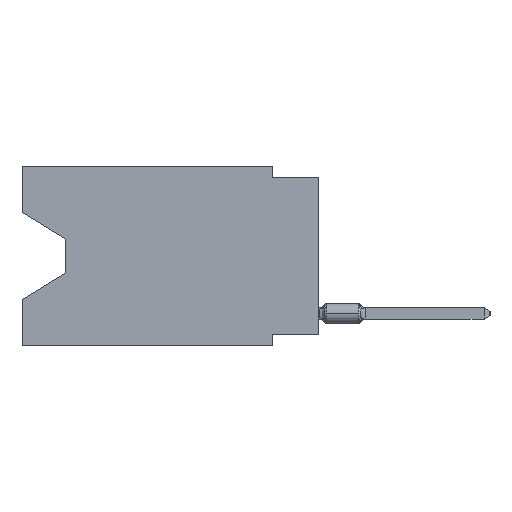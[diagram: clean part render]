
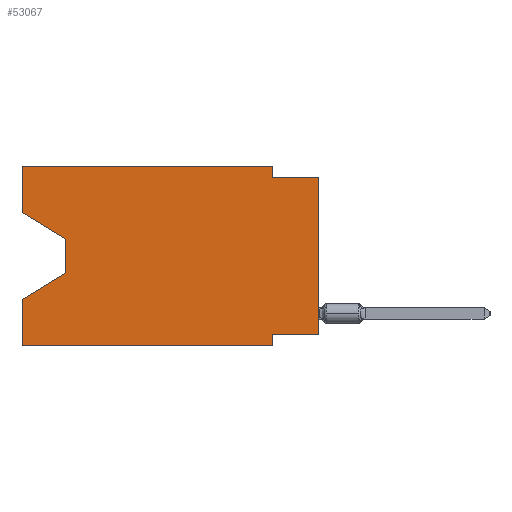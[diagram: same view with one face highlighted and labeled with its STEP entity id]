
A CAD part, left-side view. The second image highlights one B-rep face of the part: STEP entity #53067.
In plain terms, the highlighted planar face has unit normal (-1, 0, 0).
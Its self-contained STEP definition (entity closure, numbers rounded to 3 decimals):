
#1454 = VERTEX_POINT ( 'NONE', #53179 ) ;
#2181 = VECTOR ( 'NONE', #4423, 1000. ) ;
#2342 = VERTEX_POINT ( 'NONE', #67424 ) ;
#2880 = DIRECTION ( 'NONE',  ( 0., 0., 1. ) ) ;
#4423 = DIRECTION ( 'NONE',  ( 0., -1., 0. ) ) ;
#5436 = ORIENTED_EDGE ( 'NONE', *, *, #10574, .F. ) ;
#5535 = EDGE_CURVE ( 'NONE', #33438, #63183, #39669, .T. ) ;
#5910 = DIRECTION ( 'NONE',  ( 1., 0., 0. ) ) ;
#6605 = LINE ( 'NONE', #33936, #2181 ) ;
#7821 = DIRECTION ( 'NONE',  ( 0., -0.855, -0.519 ) ) ;
#7893 = VECTOR ( 'NONE', #41575, 1000. ) ;
#8006 = DIRECTION ( 'NONE',  ( 0., 1., 0. ) ) ;
#8630 = CARTESIAN_POINT ( 'NONE',  ( 0., 16.383, 0. ) ) ;
#10574 = EDGE_CURVE ( 'NONE', #28518, #1454, #25612, .T. ) ;
#11122 = VERTEX_POINT ( 'NONE', #13270 ) ;
#11609 = EDGE_CURVE ( 'NONE', #61260, #19173, #43852, .T. ) ;
#12503 = DIRECTION ( 'NONE',  ( 0., 0., -1. ) ) ;
#12784 = ORIENTED_EDGE ( 'NONE', *, *, #18307, .T. ) ;
#12887 = CARTESIAN_POINT ( 'NONE',  ( 0., 13.97, -4.013 ) ) ;
#13056 = EDGE_CURVE ( 'NONE', #28407, #40370, #6605, .T. ) ;
#13270 = CARTESIAN_POINT ( 'NONE',  ( 0., 16.383, 0. ) ) ;
#13735 = ORIENTED_EDGE ( 'NONE', *, *, #51608, .F. ) ;
#13847 = LINE ( 'NONE', #49131, #16223 ) ;
#15030 = ORIENTED_EDGE ( 'NONE', *, *, #42696, .T. ) ;
#15367 = CARTESIAN_POINT ( 'NONE',  ( 0., 2.54, -9.906 ) ) ;
#15743 = DIRECTION ( 'NONE',  ( 0., 0., -1. ) ) ;
#16223 = VECTOR ( 'NONE', #66004, 1000. ) ;
#17999 = ORIENTED_EDGE ( 'NONE', *, *, #63795, .F. ) ;
#18307 = EDGE_CURVE ( 'NONE', #19173, #55869, #55364, .T. ) ;
#18360 = CARTESIAN_POINT ( 'NONE',  ( 0., 13.97, -4.013 ) ) ;
#19173 = VERTEX_POINT ( 'NONE', #18360 ) ;
#19482 = CARTESIAN_POINT ( 'NONE',  ( 0., 0., -9.271 ) ) ;
#19645 = EDGE_CURVE ( 'NONE', #11122, #36026, #25920, .T. ) ;
#21372 = CARTESIAN_POINT ( 'NONE',  ( 0., 0., -0.635 ) ) ;
#21397 = VECTOR ( 'NONE', #26155, 1000. ) ;
#22472 = VECTOR ( 'NONE', #2880, 1000. ) ;
#23548 = LINE ( 'NONE', #24292, #7893 ) ;
#24292 = CARTESIAN_POINT ( 'NONE',  ( 0., 13.97, -5.893 ) ) ;
#25612 = LINE ( 'NONE', #19482, #54818 ) ;
#25920 = LINE ( 'NONE', #72713, #62837 ) ;
#26155 = DIRECTION ( 'NONE',  ( 0., 0., 1. ) ) ;
#26563 = EDGE_CURVE ( 'NONE', #55869, #2342, #23548, .T. ) ;
#26972 = CARTESIAN_POINT ( 'NONE',  ( 0., 16.383, 0. ) ) ;
#27416 = CARTESIAN_POINT ( 'NONE',  ( 0., 2.54, -0.635 ) ) ;
#27848 = ORIENTED_EDGE ( 'NONE', *, *, #11609, .T. ) ;
#28407 = VERTEX_POINT ( 'NONE', #36641 ) ;
#28518 = VERTEX_POINT ( 'NONE', #74148 ) ;
#31577 = CARTESIAN_POINT ( 'NONE',  ( 0., 16.383, -2.546 ) ) ;
#32112 = DIRECTION ( 'NONE',  ( 0., -1., 0. ) ) ;
#32728 = LINE ( 'NONE', #26972, #57804 ) ;
#33006 = LINE ( 'NONE', #15367, #66288 ) ;
#33438 = VERTEX_POINT ( 'NONE', #27416 ) ;
#33936 = CARTESIAN_POINT ( 'NONE',  ( 0., 16.383, -9.906 ) ) ;
#36026 = VERTEX_POINT ( 'NONE', #39169 ) ;
#36641 = CARTESIAN_POINT ( 'NONE',  ( 0., 16.383, -9.906 ) ) ;
#39169 = CARTESIAN_POINT ( 'NONE',  ( 0., 2.54, 0. ) ) ;
#39669 = LINE ( 'NONE', #60524, #48364 ) ;
#40370 = VERTEX_POINT ( 'NONE', #68200 ) ;
#41206 = DIRECTION ( 'NONE',  ( 0., 0., -1. ) ) ;
#41575 = DIRECTION ( 'NONE',  ( 0., 0.855, -0.519 ) ) ;
#42696 = EDGE_CURVE ( 'NONE', #28518, #63183, #44186, .T. ) ;
#43852 = LINE ( 'NONE', #31577, #57317 ) ;
#44186 = LINE ( 'NONE', #68314, #21397 ) ;
#46639 = CARTESIAN_POINT ( 'NONE',  ( 0., 16.383, -2.546 ) ) ;
#46745 = EDGE_LOOP ( 'NONE', ( #27848, #12784, #51174, #53453, #65484, #65233, #5436, #15030, #65404, #17999, #60163, #13735 ) ) ;
#48364 = VECTOR ( 'NONE', #32112, 1000. ) ;
#48812 = EDGE_CURVE ( 'NONE', #1454, #40370, #33006, .T. ) ;
#49131 = CARTESIAN_POINT ( 'NONE',  ( 0., 2.54, 0. ) ) ;
#49275 = VECTOR ( 'NONE', #12503, 1000. ) ;
#49435 = EDGE_CURVE ( 'NONE', #28407, #2342, #32728, .T. ) ;
#49665 = LINE ( 'NONE', #8630, #22472 ) ;
#51174 = ORIENTED_EDGE ( 'NONE', *, *, #26563, .T. ) ;
#51608 = EDGE_CURVE ( 'NONE', #61260, #11122, #49665, .T. ) ;
#53067 = ADVANCED_FACE ( 'NONE', ( #75300 ), #64569, .F. ) ;
#53179 = CARTESIAN_POINT ( 'NONE',  ( 0., 2.54, -9.271 ) ) ;
#53453 = ORIENTED_EDGE ( 'NONE', *, *, #49435, .F. ) ;
#54818 = VECTOR ( 'NONE', #8006, 1000. ) ;
#55364 = LINE ( 'NONE', #12887, #49275 ) ;
#55869 = VERTEX_POINT ( 'NONE', #73926 ) ;
#57317 = VECTOR ( 'NONE', #7821, 1000. ) ;
#57804 = VECTOR ( 'NONE', #72640, 1000. ) ;
#60163 = ORIENTED_EDGE ( 'NONE', *, *, #19645, .F. ) ;
#60524 = CARTESIAN_POINT ( 'NONE',  ( 0., 0., -0.635 ) ) ;
#61260 = VERTEX_POINT ( 'NONE', #46639 ) ;
#62837 = VECTOR ( 'NONE', #68086, 1000. ) ;
#63183 = VERTEX_POINT ( 'NONE', #21372 ) ;
#63795 = EDGE_CURVE ( 'NONE', #36026, #33438, #13847, .T. ) ;
#64569 = PLANE ( 'NONE',  #75312 ) ;
#65233 = ORIENTED_EDGE ( 'NONE', *, *, #48812, .F. ) ;
#65404 = ORIENTED_EDGE ( 'NONE', *, *, #5535, .F. ) ;
#65484 = ORIENTED_EDGE ( 'NONE', *, *, #13056, .T. ) ;
#66004 = DIRECTION ( 'NONE',  ( 0., 0., -1. ) ) ;
#66288 = VECTOR ( 'NONE', #15743, 1000. ) ;
#67424 = CARTESIAN_POINT ( 'NONE',  ( 0., 16.383, -7.36 ) ) ;
#68086 = DIRECTION ( 'NONE',  ( 0., -1., 0. ) ) ;
#68200 = CARTESIAN_POINT ( 'NONE',  ( 0., 2.54, -9.906 ) ) ;
#68314 = CARTESIAN_POINT ( 'NONE',  ( 0., 0., 0. ) ) ;
#71070 = CARTESIAN_POINT ( 'NONE',  ( 0., 16.383, 0. ) ) ;
#72640 = DIRECTION ( 'NONE',  ( 0., 0., 1. ) ) ;
#72713 = CARTESIAN_POINT ( 'NONE',  ( 0., 16.383, 0. ) ) ;
#73926 = CARTESIAN_POINT ( 'NONE',  ( 0., 13.97, -5.893 ) ) ;
#74148 = CARTESIAN_POINT ( 'NONE',  ( 0., 0., -9.271 ) ) ;
#75300 = FACE_OUTER_BOUND ( 'NONE', #46745, .T. ) ;
#75312 = AXIS2_PLACEMENT_3D ( 'NONE', #71070, #5910, #41206 ) ;
